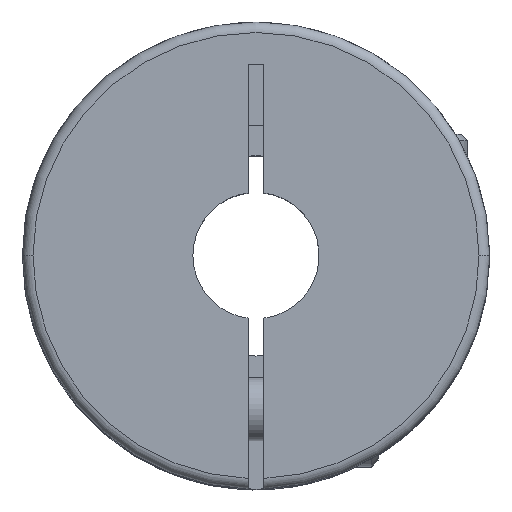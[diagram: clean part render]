
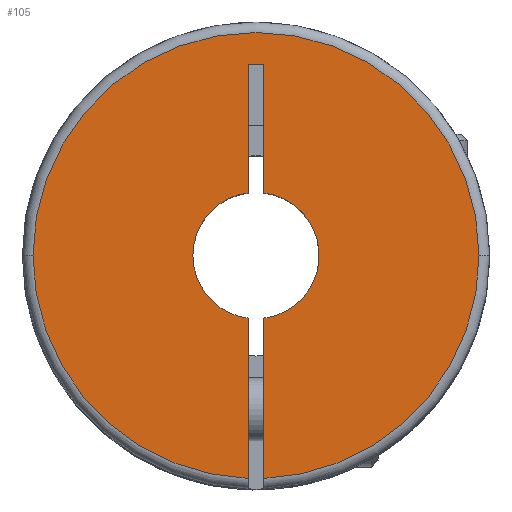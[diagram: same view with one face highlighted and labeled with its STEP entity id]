
A CAD part, top view. The second image highlights one B-rep face of the part: STEP entity #105.
In plain terms, the highlighted planar face has unit normal (0, 0, 1).
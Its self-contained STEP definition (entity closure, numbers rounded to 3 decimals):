
#16 = VERTEX_POINT ( 'NONE', #1185 ) ;
#84 = EDGE_CURVE ( 'NONE', #2601, #1034, #1564, .T. ) ;
#105 = ADVANCED_FACE ( 'NONE', ( #431 ), #1646, .F. ) ;
#121 = EDGE_LOOP ( 'NONE', ( #3348, #2050, #2267, #1641, #838, #2667, #3093, #487, #2315, #874, #284 ) ) ;
#161 = DIRECTION ( 'NONE',  ( 0., 0., -1. ) ) ;
#192 = LINE ( 'NONE', #2308, #465 ) ;
#207 = CIRCLE ( 'NONE', #2941, 3. ) ;
#212 = CARTESIAN_POINT ( 'NONE',  ( -0.375, 2.976, 0. ) ) ;
#222 = VERTEX_POINT ( 'NONE', #2796 ) ;
#235 = CARTESIAN_POINT ( 'NONE',  ( -0.375, -10.593, 0. ) ) ;
#263 = CARTESIAN_POINT ( 'NONE',  ( 0., 0., 0. ) ) ;
#284 = ORIENTED_EDGE ( 'NONE', *, *, #1378, .F. ) ;
#315 = VERTEX_POINT ( 'NONE', #212 ) ;
#329 = AXIS2_PLACEMENT_3D ( 'NONE', #483, #161, #2273 ) ;
#347 = CARTESIAN_POINT ( 'NONE',  ( 0., 0., 0. ) ) ;
#349 = DIRECTION ( 'NONE',  ( 0., 0., -1. ) ) ;
#409 = DIRECTION ( 'NONE',  ( 0., 0., -1. ) ) ;
#420 = LINE ( 'NONE', #3830, #3436 ) ;
#421 = DIRECTION ( 'NONE',  ( -1., 0., 0. ) ) ;
#431 = FACE_OUTER_BOUND ( 'NONE', #121, .T. ) ;
#465 = VECTOR ( 'NONE', #1702, 1000. ) ;
#483 = CARTESIAN_POINT ( 'NONE',  ( 0., 0., 0. ) ) ;
#487 = ORIENTED_EDGE ( 'NONE', *, *, #2040, .T. ) ;
#525 = AXIS2_PLACEMENT_3D ( 'NONE', #263, #3023, #915 ) ;
#620 = CARTESIAN_POINT ( 'NONE',  ( -0.375, 9.1, 0. ) ) ;
#650 = DIRECTION ( 'NONE',  ( -1., 0., 0. ) ) ;
#671 = EDGE_CURVE ( 'NONE', #1034, #1921, #1680, .T. ) ;
#693 = AXIS2_PLACEMENT_3D ( 'NONE', #2152, #2498, #650 ) ;
#838 = ORIENTED_EDGE ( 'NONE', *, *, #885, .F. ) ;
#858 = CARTESIAN_POINT ( 'NONE',  ( 0.375, 2.976, 0. ) ) ;
#874 = ORIENTED_EDGE ( 'NONE', *, *, #3566, .F. ) ;
#885 = EDGE_CURVE ( 'NONE', #1921, #315, #3923, .T. ) ;
#915 = DIRECTION ( 'NONE',  ( -1., 0., 0. ) ) ;
#1024 = DIRECTION ( 'NONE',  ( -1., 0., 0. ) ) ;
#1034 = VERTEX_POINT ( 'NONE', #3295 ) ;
#1049 = CARTESIAN_POINT ( 'NONE',  ( 0., 0., 0. ) ) ;
#1069 = CARTESIAN_POINT ( 'NONE',  ( -10.6, 0., 0. ) ) ;
#1093 = VERTEX_POINT ( 'NONE', #2184 ) ;
#1138 = VECTOR ( 'NONE', #3834, 1000. ) ;
#1185 = CARTESIAN_POINT ( 'NONE',  ( 0.375, -10.593, 0. ) ) ;
#1206 = AXIS2_PLACEMENT_3D ( 'NONE', #3385, #349, #1024 ) ;
#1248 = VERTEX_POINT ( 'NONE', #1069 ) ;
#1378 = EDGE_CURVE ( 'NONE', #1248, #222, #3123, .T. ) ;
#1384 = CARTESIAN_POINT ( 'NONE',  ( 0.375, 9.1, 0. ) ) ;
#1416 = AXIS2_PLACEMENT_3D ( 'NONE', #347, #2789, #3398 ) ;
#1497 = EDGE_CURVE ( 'NONE', #1093, #1885, #420, .T. ) ;
#1549 = EDGE_CURVE ( 'NONE', #3414, #315, #2551, .T. ) ;
#1564 = LINE ( 'NONE', #3019, #2293 ) ;
#1636 = DIRECTION ( 'NONE',  ( 0., -1., 0. ) ) ;
#1638 = CARTESIAN_POINT ( 'NONE',  ( 0., 0., 0. ) ) ;
#1641 = ORIENTED_EDGE ( 'NONE', *, *, #1549, .T. ) ;
#1646 = PLANE ( 'NONE',  #3559 ) ;
#1680 = LINE ( 'NONE', #1384, #1138 ) ;
#1702 = DIRECTION ( 'NONE',  ( 0., 1., 0. ) ) ;
#1721 = CIRCLE ( 'NONE', #693, 10.6 ) ;
#1885 = VERTEX_POINT ( 'NONE', #235 ) ;
#1921 = VERTEX_POINT ( 'NONE', #2429 ) ;
#1973 = CIRCLE ( 'NONE', #1206, 10.6 ) ;
#2030 = EDGE_CURVE ( 'NONE', #1093, #3414, #3126, .T. ) ;
#2040 = EDGE_CURVE ( 'NONE', #2601, #2969, #207, .T. ) ;
#2050 = ORIENTED_EDGE ( 'NONE', *, *, #1497, .F. ) ;
#2152 = CARTESIAN_POINT ( 'NONE',  ( 0., 0., 0. ) ) ;
#2184 = CARTESIAN_POINT ( 'NONE',  ( -0.375, -2.976, 0. ) ) ;
#2267 = ORIENTED_EDGE ( 'NONE', *, *, #2030, .T. ) ;
#2273 = DIRECTION ( 'NONE',  ( -1., 0., 0. ) ) ;
#2293 = VECTOR ( 'NONE', #3294, 1000. ) ;
#2308 = CARTESIAN_POINT ( 'NONE',  ( 0.375, -11.1, 0. ) ) ;
#2315 = ORIENTED_EDGE ( 'NONE', *, *, #2431, .F. ) ;
#2344 = CARTESIAN_POINT ( 'NONE',  ( -3., 0., 0. ) ) ;
#2429 = CARTESIAN_POINT ( 'NONE',  ( -0.375, 9.1, 0. ) ) ;
#2431 = EDGE_CURVE ( 'NONE', #16, #2969, #192, .T. ) ;
#2498 = DIRECTION ( 'NONE',  ( 0., 0., -1. ) ) ;
#2543 = VECTOR ( 'NONE', #2752, 1000. ) ;
#2551 = CIRCLE ( 'NONE', #525, 3. ) ;
#2601 = VERTEX_POINT ( 'NONE', #858 ) ;
#2667 = ORIENTED_EDGE ( 'NONE', *, *, #671, .F. ) ;
#2752 = DIRECTION ( 'NONE',  ( 0., -1., 0. ) ) ;
#2789 = DIRECTION ( 'NONE',  ( 0., 0., -1. ) ) ;
#2796 = CARTESIAN_POINT ( 'NONE',  ( 10.6, 0., 0. ) ) ;
#2941 = AXIS2_PLACEMENT_3D ( 'NONE', #1638, #3442, #421 ) ;
#2969 = VERTEX_POINT ( 'NONE', #3024 ) ;
#3019 = CARTESIAN_POINT ( 'NONE',  ( 0.375, -11.1, 0. ) ) ;
#3023 = DIRECTION ( 'NONE',  ( 0., 0., -1. ) ) ;
#3024 = CARTESIAN_POINT ( 'NONE',  ( 0.375, -2.976, 0. ) ) ;
#3093 = ORIENTED_EDGE ( 'NONE', *, *, #84, .F. ) ;
#3123 = CIRCLE ( 'NONE', #329, 10.6 ) ;
#3126 = CIRCLE ( 'NONE', #1416, 3. ) ;
#3294 = DIRECTION ( 'NONE',  ( 0., 1., 0. ) ) ;
#3295 = CARTESIAN_POINT ( 'NONE',  ( 0.375, 9.1, 0. ) ) ;
#3348 = ORIENTED_EDGE ( 'NONE', *, *, #3667, .F. ) ;
#3385 = CARTESIAN_POINT ( 'NONE',  ( 0., 0., 0. ) ) ;
#3398 = DIRECTION ( 'NONE',  ( -1., 0., 0. ) ) ;
#3414 = VERTEX_POINT ( 'NONE', #2344 ) ;
#3436 = VECTOR ( 'NONE', #1636, 1000. ) ;
#3442 = DIRECTION ( 'NONE',  ( 0., 0., -1. ) ) ;
#3559 = AXIS2_PLACEMENT_3D ( 'NONE', #1049, #409, #3700 ) ;
#3566 = EDGE_CURVE ( 'NONE', #222, #16, #1973, .T. ) ;
#3667 = EDGE_CURVE ( 'NONE', #1885, #1248, #1721, .T. ) ;
#3700 = DIRECTION ( 'NONE',  ( 0., -1., 0. ) ) ;
#3830 = CARTESIAN_POINT ( 'NONE',  ( -0.375, 9.1, 0. ) ) ;
#3834 = DIRECTION ( 'NONE',  ( -1., 0., 0. ) ) ;
#3923 = LINE ( 'NONE', #620, #2543 ) ;
